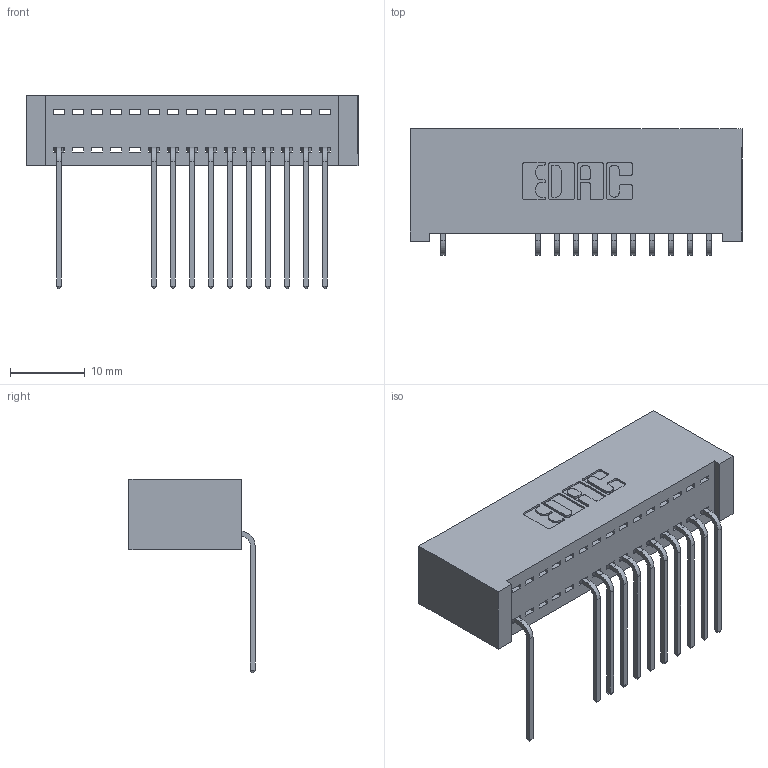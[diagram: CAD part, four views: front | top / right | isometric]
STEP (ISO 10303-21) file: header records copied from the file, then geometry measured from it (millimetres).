
FILE_DESCRIPTION (( 'STEP AP203' ), '1' );
FILE_NAME ('392-015-559-101.STEP', '2018-08-15T01:15:39', ( '' ), ( '' ), 'SwSTEP 2.0', 'SolidWorks 2016', '' );
FILE_SCHEMA (( 'CONFIG_CONTROL_DESIGN' ));
Length unit declared in the file: inch
Products named in the file (3): 342 Part_Lugless; 345-292-001_558 559 Tail - 1; 392-015-559-101
Assembly tree (12 placements, depth 2):
  392-015-559-101
    342 Part_Lugless
    345-292-001_558 559 Tail - 1  x11
Bounding box: 44.35 x 16.83 x 25.78 mm (x, y, z)
Volume: 4188.9 mm3; surface area: 5941.5 mm2
Topology: 12 solids, 12 shells, 810 faces, 2445 edges, 1614 vertices
Faces by surface type: plane 594, cylinder 216
Entity records: 12209 total; most frequent: CARTESIAN_POINT 2135, ORIENTED_EDGE 2090, DIRECTION 1843, EDGE_CURVE 1045, LINE 925, VECTOR 925, VERTEX_POINT 694, AXIS2_PLACEMENT_3D 459
